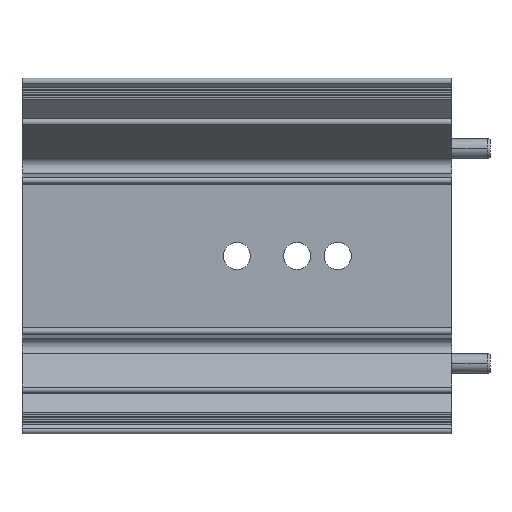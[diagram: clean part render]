
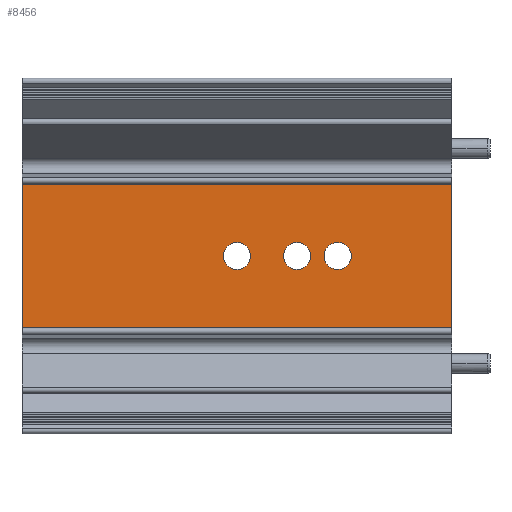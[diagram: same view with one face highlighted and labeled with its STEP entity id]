
A CAD part, left-side view. The second image highlights one B-rep face of the part: STEP entity #8456.
In plain terms, the highlighted planar face has unit normal (-1, 0, 0).
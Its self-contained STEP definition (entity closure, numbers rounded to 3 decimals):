
#218=FACE_BOUND('',#1204,.T.);
#219=FACE_BOUND('',#1205,.T.);
#220=FACE_BOUND('',#1206,.T.);
#226=PLANE('',#8994);
#415=CIRCLE('',#8988,1.601);
#420=CIRCLE('',#8995,1.601);
#421=CIRCLE('',#8996,1.601);
#709=FACE_OUTER_BOUND('',#1203,.T.);
#1203=EDGE_LOOP('',(#5397,#5398,#5399,#5400));
#1204=EDGE_LOOP('',(#5401));
#1205=EDGE_LOOP('',(#5402));
#1206=EDGE_LOOP('',(#5403));
#1913=LINE('',#13315,#2553);
#1914=LINE('',#13317,#2554);
#1915=LINE('',#13319,#2555);
#1916=LINE('',#13320,#2556);
#2553=VECTOR('',#9905,10.);
#2554=VECTOR('',#9906,10.);
#2555=VECTOR('',#9907,10.);
#2556=VECTOR('',#9908,10.);
#3339=VERTEX_POINT('',#13301);
#3343=VERTEX_POINT('',#13313);
#3344=VERTEX_POINT('',#13314);
#3345=VERTEX_POINT('',#13316);
#3346=VERTEX_POINT('',#13318);
#3347=VERTEX_POINT('',#13321);
#3348=VERTEX_POINT('',#13323);
#4110=EDGE_CURVE('',#3339,#3339,#415,.T.);
#4116=EDGE_CURVE('',#3343,#3344,#1913,.T.);
#4117=EDGE_CURVE('',#3343,#3345,#1914,.T.);
#4118=EDGE_CURVE('',#3346,#3345,#1915,.T.);
#4119=EDGE_CURVE('',#3344,#3346,#1916,.T.);
#4120=EDGE_CURVE('',#3347,#3347,#420,.T.);
#4121=EDGE_CURVE('',#3348,#3348,#421,.T.);
#5397=ORIENTED_EDGE('',*,*,#4116,.F.);
#5398=ORIENTED_EDGE('',*,*,#4117,.T.);
#5399=ORIENTED_EDGE('',*,*,#4118,.F.);
#5400=ORIENTED_EDGE('',*,*,#4119,.F.);
#5401=ORIENTED_EDGE('',*,*,#4120,.F.);
#5402=ORIENTED_EDGE('',*,*,#4121,.F.);
#5403=ORIENTED_EDGE('',*,*,#4110,.F.);
#8456=ADVANCED_FACE('',(#709,#218,#219,#220),#226,.T.);
#8988=AXIS2_PLACEMENT_3D('',#13302,#9890,#9891);
#8994=AXIS2_PLACEMENT_3D('',#13312,#9903,#9904);
#8995=AXIS2_PLACEMENT_3D('',#13322,#9909,#9910);
#8996=AXIS2_PLACEMENT_3D('',#13324,#9911,#9912);
#9890=DIRECTION('center_axis',(-1.,0.,0.));
#9891=DIRECTION('ref_axis',(0.,0.,-1.));
#9903=DIRECTION('center_axis',(-1.,0.,0.));
#9904=DIRECTION('ref_axis',(0.,0.,1.));
#9905=DIRECTION('',(0.,0.,-1.));
#9906=DIRECTION('',(0.,1.,0.));
#9907=DIRECTION('',(0.,0.,1.));
#9908=DIRECTION('',(0.,1.,0.));
#9909=DIRECTION('center_axis',(-1.,0.,0.));
#9910=DIRECTION('ref_axis',(0.,0.,-1.));
#9911=DIRECTION('center_axis',(-1.,0.,0.));
#9912=DIRECTION('ref_axis',(0.,0.,-1.));
#13301=CARTESIAN_POINT('',(-0.9,13.5,1.601));
#13302=CARTESIAN_POINT('Origin',(-0.9,13.5,0.));
#13312=CARTESIAN_POINT('Origin',(-0.9,0.,-8.5));
#13313=CARTESIAN_POINT('',(-0.9,0.001,8.5));
#13314=CARTESIAN_POINT('',(-0.9,0.001,-8.5));
#13315=CARTESIAN_POINT('',(-0.9,0.001,-4.25));
#13316=CARTESIAN_POINT('',(-0.9,50.799,8.5));
#13317=CARTESIAN_POINT('',(-0.9,0.,8.5));
#13318=CARTESIAN_POINT('',(-0.9,50.799,-8.5));
#13319=CARTESIAN_POINT('',(-0.9,50.799,-4.25));
#13320=CARTESIAN_POINT('',(-0.9,0.,-8.5));
#13321=CARTESIAN_POINT('',(-0.9,18.3,1.601));
#13322=CARTESIAN_POINT('Origin',(-0.9,18.3,0.));
#13323=CARTESIAN_POINT('',(-0.9,25.4,1.601));
#13324=CARTESIAN_POINT('Origin',(-0.9,25.4,0.));
